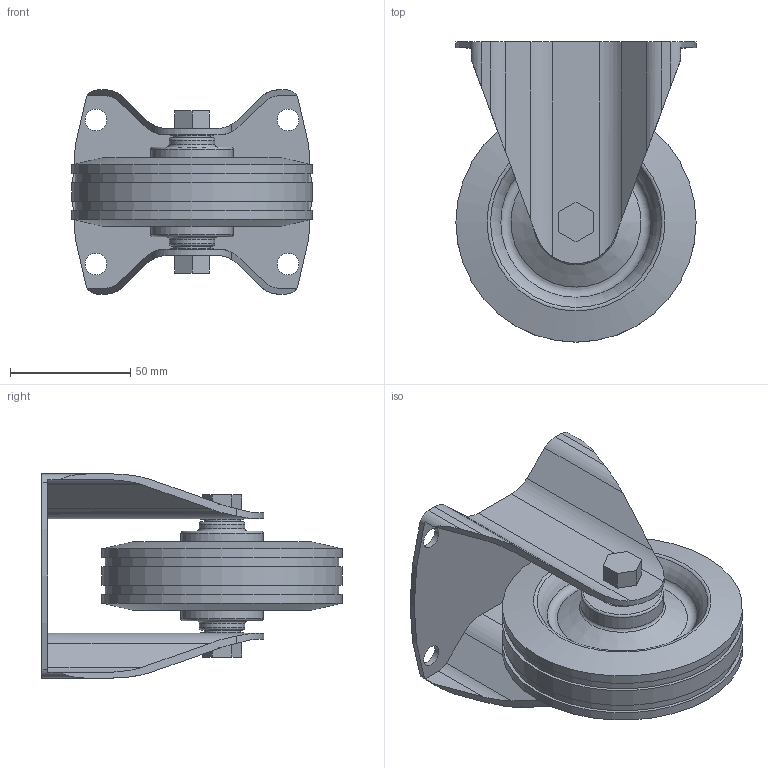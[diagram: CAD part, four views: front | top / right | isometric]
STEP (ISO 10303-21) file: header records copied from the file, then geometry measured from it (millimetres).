
FILE_DESCRIPTION(/* description */ ('STEP AP214'),/* implementation_level */ '2;1');
FILE_NAME(/* name */ 'K1761.1003010',/* time_stamp */ '2025-06-24T14:15:03+02:00',/* author */ ('License CC BY-ND 4.0'),/* organization */ ('CADENAS'),/* preprocessor_version */ 'ST-DEVELOPER v19.3',/* originating_system */ 'PARTsolutions',/* authorisation */ ' ');
FILE_SCHEMA (('AUTOMOTIVE_DESIGN {1 0 10303 214 3 1 1}'));
Length unit declared in the file: millimetre
Products named in the file (1): K1761.1003010
Bounding box: 100 x 125 x 85 mm (x, y, z)
Volume: 231846.5 mm3; surface area: 66545.1 mm2
Topology: 1 solids, 1 shells, 109 faces, 271 edges, 176 vertices
Faces by surface type: plane 50, cylinder 41, torus 14, cone 4
Full cylindrical faces by diameter (mm): 9 x4, 15 x2, 18 x2, 19 x2, 34.2 x2, 97.2 x2, 100 x3
Entity records: 3100 total; most frequent: CARTESIAN_POINT 550, DIRECTION 544, ORIENTED_EDGE 460, EDGE_CURVE 230, AXIS2_PLACEMENT_3D 212, VERTEX_POINT 170, EDGE_LOOP 166, FACE_BOUND 166
